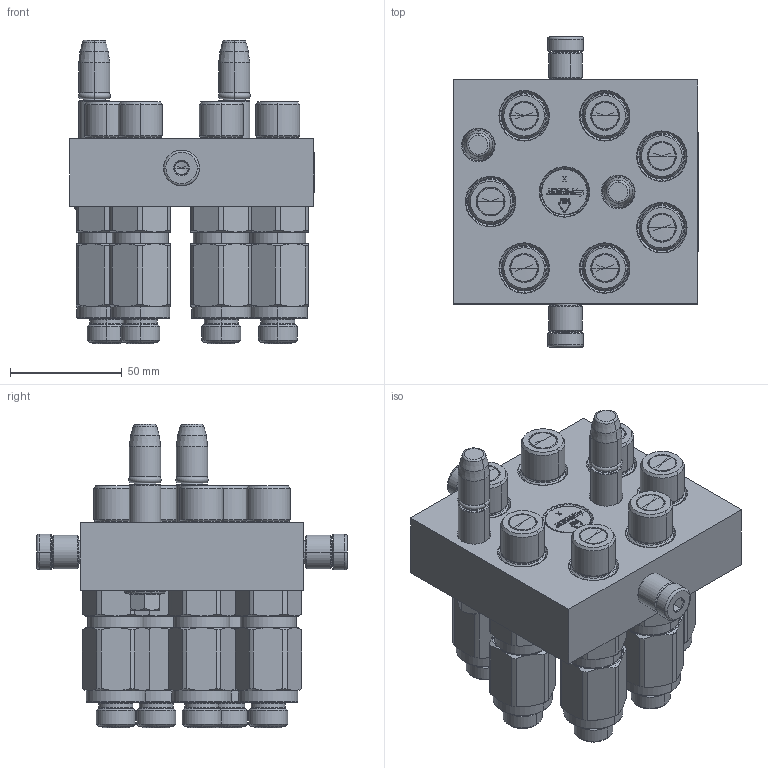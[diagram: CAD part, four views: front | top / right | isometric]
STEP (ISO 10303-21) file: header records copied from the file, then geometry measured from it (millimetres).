
FILE_DESCRIPTION (( 'STEP AP214' ), '1' );
FILE_NAME ('FASTER.step', '2021-12-09T19:46:50', ( '' ), ( '' ), 'SwSTEP 2.0', 'SolidWorks 2017', '' );
FILE_SCHEMA (( 'AUTOMOTIVE_DESIGN' ));
Length unit declared in the file: millimetre
Products named in the file (12): 1540_080_0008_000; et002; 4830_013_3000_030; 3ffnp3811_38sm; 4830_028_1000_011; 4830_021_0000_000; or2_62x9_19_m; 4850_010_0000_000; TAPPO_38; FASTER; P5068_M_BASE
Assembly tree (22 placements, depth 3):
  FASTER
    P5068_M_BASE
      4850_010_0000_000
      4830_021_0000_000  x2
      1540_080_0008_000  x2
      4830_013_3000_030  x2
      4830_028_1000_011  x2
      or2_62x9_19_m  x2
    3ffnp3811_38sm  x7
      3ffnp3811_38sm
    TAPPO_38
    et002
Bounding box: 109.3 x 138.6 x 135.42 mm (x, y, z)
Volume: 8093.1 mm3; surface area: 161582.9 mm2
Topology: 6 solids, 92 shells, 3067 faces, 8798 edges, 5801 vertices
Faces by surface type: plane 1646, cylinder 584, cone 491, torus 256, bspline 84, sphere 6
Entity records: 70610 total; most frequent: CARTESIAN_POINT 16050, ORIENTED_EDGE 9984, DIRECTION 9347, EDGE_CURVE 5116, LINE 3851, VECTOR 3851, VERTEX_POINT 3345, AXIS2_PLACEMENT_3D 2748
